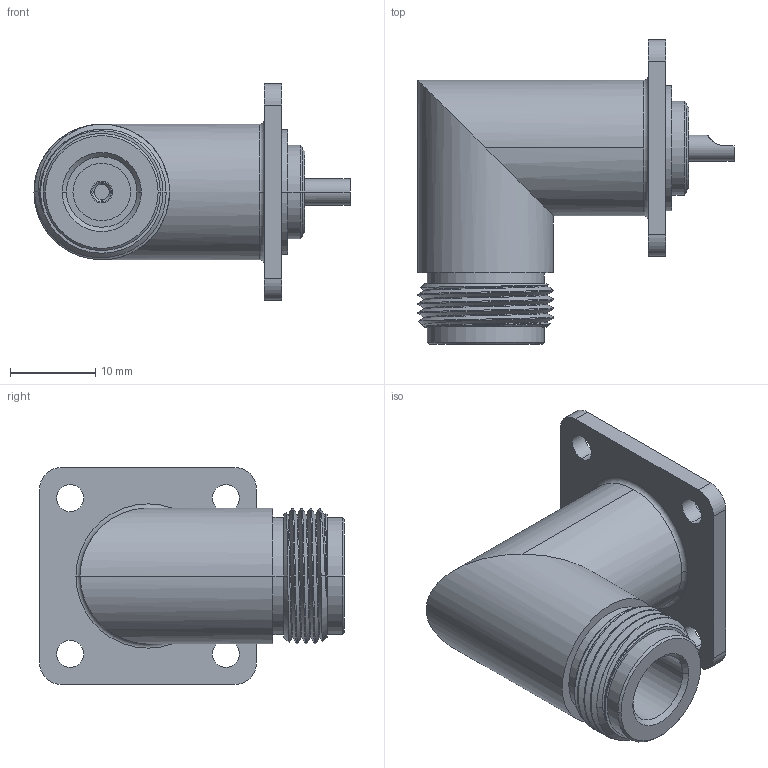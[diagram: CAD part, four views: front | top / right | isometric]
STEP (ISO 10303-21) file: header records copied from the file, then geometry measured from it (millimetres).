
FILE_DESCRIPTION (( 'STEP AP214' ), '1' );
FILE_NAME ('PE4486.STEP', '2018-02-09T15:32:06', ( '' ), ( '' ), 'SwSTEP 2.0', 'SolidWorks 2017', '' );
FILE_SCHEMA (( 'AUTOMOTIVE_DESIGN' ));
Length unit declared in the file: inch
Products named in the file (1): PE4486
Bounding box: 37.02 x 35.69 x 25.4 mm (x, y, z)
Volume: 8929.2 mm3; surface area: 4557 mm2
Topology: 1 solids, 2 shells, 117 faces, 292 edges, 191 vertices
Faces by surface type: cylinder 59, plane 35, cone 18, bspline 3, torus 2
Entity records: 4668 total; most frequent: CARTESIAN_POINT 1884, ORIENTED_EDGE 584, DIRECTION 547, EDGE_CURVE 292, AXIS2_PLACEMENT_3D 222, VERTEX_POINT 191, EDGE_LOOP 137, FACE_OUTER_BOUND 117
